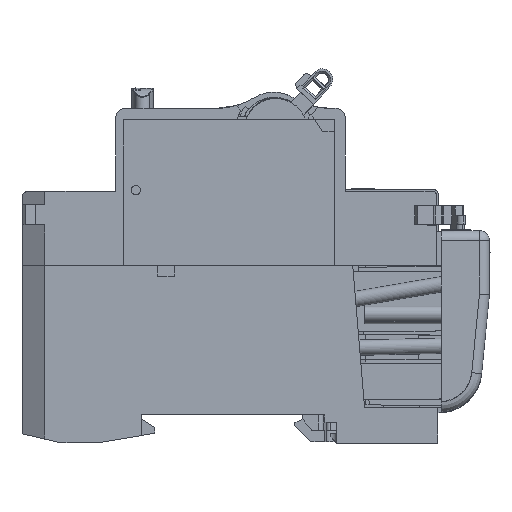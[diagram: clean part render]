
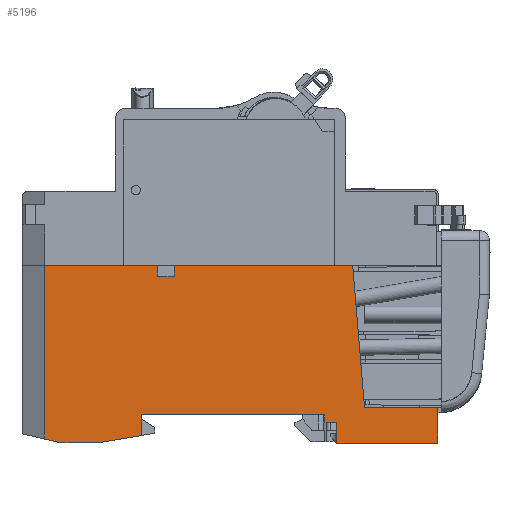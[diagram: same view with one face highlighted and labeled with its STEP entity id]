
A CAD part, front view. The second image highlights one B-rep face of the part: STEP entity #5196.
In plain terms, the highlighted planar face has unit normal (0, -1, 0).
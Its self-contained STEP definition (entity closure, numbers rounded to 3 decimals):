
#1512=LINE('',#33574,#2861);
#1517=LINE('',#33583,#2866);
#1518=LINE('',#33585,#2867);
#1521=LINE('',#33592,#2870);
#1524=LINE('',#33598,#2873);
#1527=LINE('',#33604,#2876);
#1534=LINE('',#33619,#2883);
#1598=LINE('',#33758,#2947);
#1719=LINE('',#34014,#3068);
#1722=LINE('',#34025,#3071);
#1729=LINE('',#34039,#3078);
#1733=LINE('',#34046,#3082);
#1758=LINE('',#34115,#3107);
#1759=LINE('',#34117,#3108);
#1762=LINE('',#34121,#3111);
#1763=LINE('',#34123,#3112);
#1764=LINE('',#34125,#3113);
#1765=LINE('',#34126,#3114);
#1766=LINE('',#34127,#3115);
#2861=VECTOR('',#20860,1.);
#2866=VECTOR('',#20867,1.);
#2867=VECTOR('',#20870,1.);
#2870=VECTOR('',#20875,1.);
#2873=VECTOR('',#20880,1.);
#2876=VECTOR('',#20885,1.);
#2883=VECTOR('',#20896,1.);
#2947=VECTOR('',#20992,1.);
#3068=VECTOR('',#21203,1.);
#3071=VECTOR('',#21208,1.);
#3078=VECTOR('',#21217,1.);
#3082=VECTOR('',#21223,1.);
#3107=VECTOR('',#21270,1.);
#3108=VECTOR('',#21273,1.);
#3111=VECTOR('',#21278,1.);
#3112=VECTOR('',#21279,1.);
#3113=VECTOR('',#21280,1.);
#3114=VECTOR('',#21281,1.);
#3115=VECTOR('',#21282,1.);
#5196=ADVANCED_FACE('',(#6230),#5675,.F.);
#5675=PLANE('',#18601);
#6230=FACE_OUTER_BOUND('',#6894,.T.);
#6894=EDGE_LOOP('',(#10408,#10409,#10410,#10411,#10412,#10413,#10414,#10415,
#10416,#10417,#10418,#10419,#10420,#10421,#10422,#10423,#10424,#10425,#10426));
#10408=ORIENTED_EDGE('',*,*,#15927,.F.);
#10409=ORIENTED_EDGE('',*,*,#15928,.F.);
#10410=ORIENTED_EDGE('',*,*,#15929,.F.);
#10411=ORIENTED_EDGE('',*,*,#15684,.F.);
#10412=ORIENTED_EDGE('',*,*,#15930,.T.);
#10413=ORIENTED_EDGE('',*,*,#15677,.F.);
#10414=ORIENTED_EDGE('',*,*,#15674,.F.);
#10415=ORIENTED_EDGE('',*,*,#15671,.F.);
#10416=ORIENTED_EDGE('',*,*,#15931,.T.);
#10417=ORIENTED_EDGE('',*,*,#15668,.F.);
#10418=ORIENTED_EDGE('',*,*,#15662,.T.);
#10419=ORIENTED_EDGE('',*,*,#15667,.T.);
#10420=ORIENTED_EDGE('',*,*,#15923,.F.);
#10421=ORIENTED_EDGE('',*,*,#15924,.F.);
#10422=ORIENTED_EDGE('',*,*,#15752,.F.);
#10423=ORIENTED_EDGE('',*,*,#15894,.F.);
#10424=ORIENTED_EDGE('',*,*,#15890,.F.);
#10425=ORIENTED_EDGE('',*,*,#15883,.F.);
#10426=ORIENTED_EDGE('',*,*,#15879,.T.);
#12887=VERTEX_POINT('',#33573);
#12888=VERTEX_POINT('',#33575);
#12890=VERTEX_POINT('',#33582);
#12891=VERTEX_POINT('',#33586);
#12893=VERTEX_POINT('',#33591);
#12894=VERTEX_POINT('',#33593);
#12896=VERTEX_POINT('',#33599);
#12898=VERTEX_POINT('',#33605);
#12900=VERTEX_POINT('',#33613);
#12903=VERTEX_POINT('',#33618);
#12962=VERTEX_POINT('',#33757);
#12963=VERTEX_POINT('',#33759);
#13049=VERTEX_POINT('',#34015);
#13050=VERTEX_POINT('',#34016);
#13052=VERTEX_POINT('',#34026);
#13058=VERTEX_POINT('',#34040);
#13072=VERTEX_POINT('',#34114);
#13073=VERTEX_POINT('',#34122);
#13074=VERTEX_POINT('',#34124);
#15662=EDGE_CURVE('',#12888,#12887,#1512,.T.);
#15667=EDGE_CURVE('',#12887,#12890,#1517,.T.);
#15668=EDGE_CURVE('',#12888,#12891,#1518,.T.);
#15671=EDGE_CURVE('',#12893,#12894,#1521,.T.);
#15674=EDGE_CURVE('',#12894,#12896,#1524,.T.);
#15677=EDGE_CURVE('',#12896,#12898,#1527,.T.);
#15684=EDGE_CURVE('',#12903,#12900,#1534,.T.);
#15752=EDGE_CURVE('',#12962,#12963,#1598,.T.);
#15879=EDGE_CURVE('',#13049,#13050,#1719,.T.);
#15883=EDGE_CURVE('',#13049,#13052,#1722,.T.);
#15890=EDGE_CURVE('',#13052,#13058,#1729,.T.);
#15894=EDGE_CURVE('',#13058,#12962,#1733,.T.);
#15923=EDGE_CURVE('',#13072,#12890,#1758,.T.);
#15924=EDGE_CURVE('',#12963,#13072,#1759,.T.);
#15927=EDGE_CURVE('',#13073,#13050,#1762,.T.);
#15928=EDGE_CURVE('',#13074,#13073,#1763,.T.);
#15929=EDGE_CURVE('',#12900,#13074,#1764,.T.);
#15930=EDGE_CURVE('',#12903,#12898,#1765,.T.);
#15931=EDGE_CURVE('',#12893,#12891,#1766,.T.);
#18601=AXIS2_PLACEMENT_3D('',#34128,#21283,#21284);
#20860=DIRECTION('',(0.974,0.,-0.225));
#20867=DIRECTION('',(1.,0.,0.));
#20870=DIRECTION('',(0.,0.,1.));
#20875=DIRECTION('',(0.,0.,-1.));
#20880=DIRECTION('',(1.,0.,0.));
#20885=DIRECTION('',(0.,0.,1.));
#20896=DIRECTION('',(0.083,0.,-0.997));
#20992=DIRECTION('',(-1.,0.,0.));
#21203=DIRECTION('',(0.707,0.,-0.707));
#21208=DIRECTION('',(0.,0.,1.));
#21217=DIRECTION('',(-1.,0.,0.));
#21223=DIRECTION('',(0.,0.,1.));
#21270=DIRECTION('',(-0.986,0.,-0.165));
#21273=DIRECTION('',(0.,0.,-1.));
#21278=DIRECTION('',(-1.,0.,0.));
#21279=DIRECTION('',(0.,0.,-1.));
#21280=DIRECTION('',(1.,0.,0.));
#21281=DIRECTION('',(-1.,0.,0.));
#21282=DIRECTION('',(-1.,0.,0.));
#21283=DIRECTION('',(0.,1.,0.));
#21284=DIRECTION('',(0.,0.,-1.));
#33573=CARTESIAN_POINT('',(-60.49,0.767,-31.401));
#33574=CARTESIAN_POINT('',(-56.234,0.767,-32.384));
#33575=CARTESIAN_POINT('',(-63.491,0.767,-30.708));
#33582=CARTESIAN_POINT('',(-52.798,0.767,-31.401));
#33583=CARTESIAN_POINT('',(-52.798,0.767,-31.401));
#33585=CARTESIAN_POINT('',(-63.491,0.767,8.308));
#33586=CARTESIAN_POINT('',(-63.491,0.767,3.308));
#33591=CARTESIAN_POINT('',(-41.292,0.767,3.308));
#33592=CARTESIAN_POINT('',(-41.292,0.767,8.308));
#33593=CARTESIAN_POINT('',(-41.292,0.767,1.208));
#33598=CARTESIAN_POINT('',(23.67,0.767,1.208));
#33599=CARTESIAN_POINT('',(-38.122,0.767,1.208));
#33604=CARTESIAN_POINT('',(-38.122,0.767,8.308));
#33605=CARTESIAN_POINT('',(-38.122,0.767,3.308));
#33613=CARTESIAN_POINT('',(-0.789,0.767,-24.572));
#33618=CARTESIAN_POINT('',(-3.109,0.767,3.308));
#33619=CARTESIAN_POINT('',(-3.109,0.767,3.308));
#33757=CARTESIAN_POINT('',(-8.542,0.767,-25.97));
#33758=CARTESIAN_POINT('',(-8.542,0.767,-25.97));
#33759=CARTESIAN_POINT('',(-44.542,0.767,-25.97));
#34014=CARTESIAN_POINT('',(-7.401,0.767,-30.309));
#34015=CARTESIAN_POINT('',(-6.204,0.767,-31.507));
#34016=CARTESIAN_POINT('',(-6.201,0.767,-31.509));
#34025=CARTESIAN_POINT('',(-6.204,0.767,8.308));
#34026=CARTESIAN_POINT('',(-6.204,0.767,-27.452));
#34039=CARTESIAN_POINT('',(23.67,0.767,-27.452));
#34040=CARTESIAN_POINT('',(-8.542,0.767,-27.452));
#34046=CARTESIAN_POINT('',(-8.542,0.767,8.308));
#34114=CARTESIAN_POINT('',(-44.542,0.767,-30.021));
#34115=CARTESIAN_POINT('',(-44.542,0.767,-30.021));
#34117=CARTESIAN_POINT('',(-44.542,0.767,-25.97));
#34121=CARTESIAN_POINT('',(23.67,0.767,-31.509));
#34122=CARTESIAN_POINT('',(13.606,0.767,-31.509));
#34123=CARTESIAN_POINT('',(13.606,0.767,-5.551));
#34124=CARTESIAN_POINT('',(13.606,0.767,-24.572));
#34125=CARTESIAN_POINT('',(23.67,0.767,-24.572));
#34126=CARTESIAN_POINT('',(-67.792,0.767,3.308));
#34127=CARTESIAN_POINT('',(-67.792,0.767,3.308));
#34128=CARTESIAN_POINT('',(23.67,0.767,8.308));
